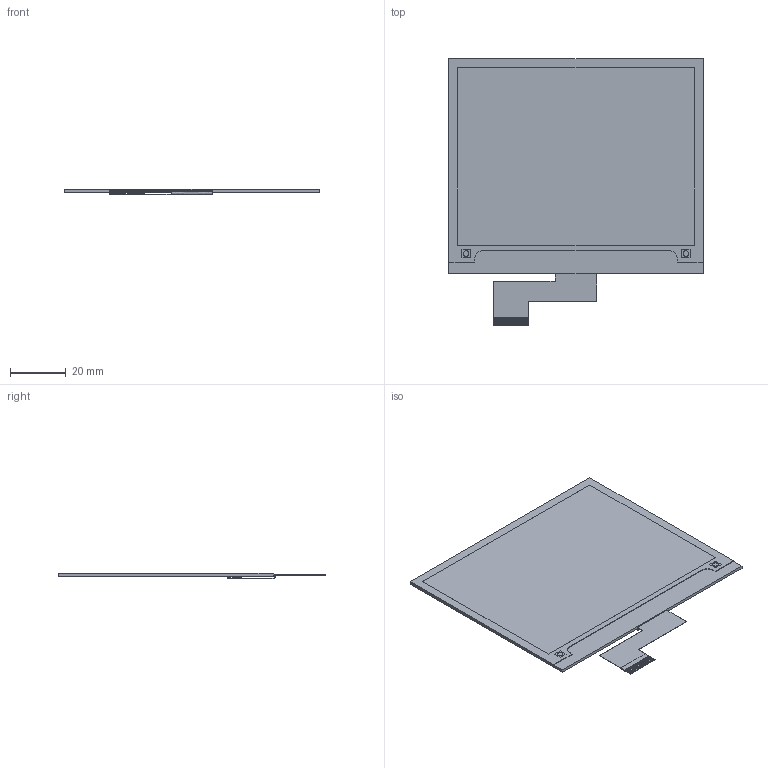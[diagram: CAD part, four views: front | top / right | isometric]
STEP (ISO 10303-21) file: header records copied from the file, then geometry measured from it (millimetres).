
FILE_DESCRIPTION(/* description */ (''),/* implementation_level */ '2;1');
FILE_NAME(/* name */ 'ePaper_4,2_inch_FPC_180deg.step',/* time_stamp */ '2021-04-28T21:09:14+02:00',/* author */ (''),/* organization */ (''),/* preprocessor_version */ 'ST-DEVELOPER v18.1',/* originating_system */ 'Autodesk Translation Framework v9.10.0.1330',/* authorisation */ '');
FILE_SCHEMA (('AUTOMOTIVE_DESIGN { 1 0 10303 214 3 1 1 }'));
Length unit declared in the file: millimetre
Products named in the file (1): ePaper Display 4,3"
Bounding box: 91 x 95.5 x 1.87 mm (x, y, z)
Volume: 8685.5 mm3; surface area: 16466.3 mm2
Topology: 53 solids, 53 shells, 547 faces, 1308 edges, 872 vertices
Faces by surface type: plane 541, cylinder 4, bspline 2
Full cylindrical faces by diameter (mm): 2 x2
Entity records: 15606 total; most frequent: CARTESIAN_POINT 2800, ORIENTED_EDGE 2616, DIRECTION 2404, EDGE_CURVE 1308, LINE 1296, VECTOR 1296, VERTEX_POINT 872, AXIS2_PLACEMENT_3D 554
